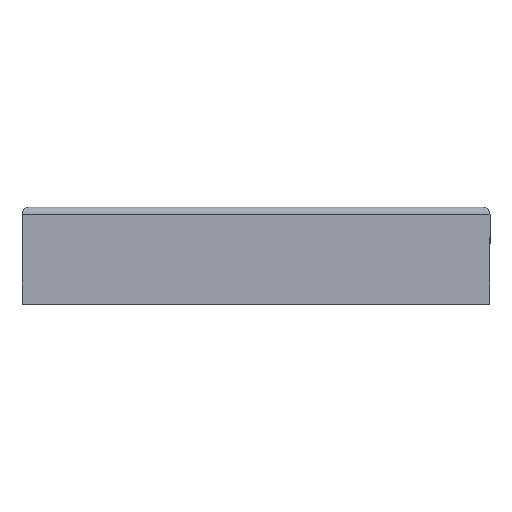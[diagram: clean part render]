
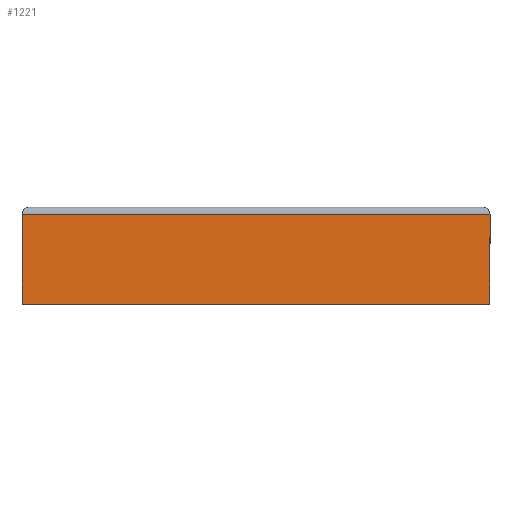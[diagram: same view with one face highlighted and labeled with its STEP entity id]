
A CAD part, top view. The second image highlights one B-rep face of the part: STEP entity #1221.
In plain terms, the highlighted planar face has unit normal (0, 0, 1).
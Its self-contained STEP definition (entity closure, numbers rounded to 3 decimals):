
#435 = ORIENTED_EDGE ( 'NONE', *, *, #4136, .F. ) ;
#543 = EDGE_CURVE ( 'NONE', #4304, #1969, #1392, .T. ) ;
#561 = VECTOR ( 'NONE', #1555, 1000. ) ;
#717 = ORIENTED_EDGE ( 'NONE', *, *, #2619, .T. ) ;
#902 = CARTESIAN_POINT ( 'NONE',  ( -32.548, 0.5, 38.253 ) ) ;
#1040 = VERTEX_POINT ( 'NONE', #4442 ) ;
#1098 = DIRECTION ( 'NONE',  ( -1., 0., 0. ) ) ;
#1125 = PLANE ( 'NONE',  #2454 ) ;
#1221 = ADVANCED_FACE ( 'NONE', ( #3802 ), #1125, .F. ) ;
#1392 = LINE ( 'NONE', #5523, #1640 ) ;
#1555 = DIRECTION ( 'NONE',  ( -1., 0., 0. ) ) ;
#1640 = VECTOR ( 'NONE', #1758, 1000. ) ;
#1724 = VERTEX_POINT ( 'NONE', #5855 ) ;
#1758 = DIRECTION ( 'NONE',  ( 0., -1., 0. ) ) ;
#1969 = VERTEX_POINT ( 'NONE', #7004 ) ;
#2158 = CARTESIAN_POINT ( 'NONE',  ( 32.452, 1.5, 38.253 ) ) ;
#2454 = AXIS2_PLACEMENT_3D ( 'NONE', #4972, #3824, #1098 ) ;
#2619 = EDGE_CURVE ( 'NONE', #1040, #4304, #6429, .T. ) ;
#2644 = VECTOR ( 'NONE', #2952, 1000. ) ;
#2707 = DIRECTION ( 'NONE',  ( 0., -1., 0. ) ) ;
#2952 = DIRECTION ( 'NONE',  ( -1., 0., 0. ) ) ;
#3072 = LINE ( 'NONE', #6258, #2644 ) ;
#3352 = ORIENTED_EDGE ( 'NONE', *, *, #6864, .F. ) ;
#3575 = CARTESIAN_POINT ( 'NONE',  ( -32.548, 0.5, 38.253 ) ) ;
#3802 = FACE_OUTER_BOUND ( 'NONE', #6072, .T. ) ;
#3824 = DIRECTION ( 'NONE',  ( 0., 0., -1. ) ) ;
#4136 = EDGE_CURVE ( 'NONE', #1724, #1969, #3072, .T. ) ;
#4304 = VERTEX_POINT ( 'NONE', #902 ) ;
#4442 = CARTESIAN_POINT ( 'NONE',  ( 32.452, 0.5, 38.253 ) ) ;
#4818 = ORIENTED_EDGE ( 'NONE', *, *, #543, .T. ) ;
#4972 = CARTESIAN_POINT ( 'NONE',  ( -32.548, 1.5, 38.253 ) ) ;
#5381 = VECTOR ( 'NONE', #2707, 1000. ) ;
#5523 = CARTESIAN_POINT ( 'NONE',  ( -32.548, 1.5, 38.253 ) ) ;
#5855 = CARTESIAN_POINT ( 'NONE',  ( 32.452, -12., 38.253 ) ) ;
#6072 = EDGE_LOOP ( 'NONE', ( #3352, #717, #4818, #435 ) ) ;
#6258 = CARTESIAN_POINT ( 'NONE',  ( 32.452, -12., 38.253 ) ) ;
#6429 = LINE ( 'NONE', #3575, #561 ) ;
#6518 = LINE ( 'NONE', #2158, #5381 ) ;
#6864 = EDGE_CURVE ( 'NONE', #1040, #1724, #6518, .T. ) ;
#7004 = CARTESIAN_POINT ( 'NONE',  ( -32.548, -12., 38.253 ) ) ;
